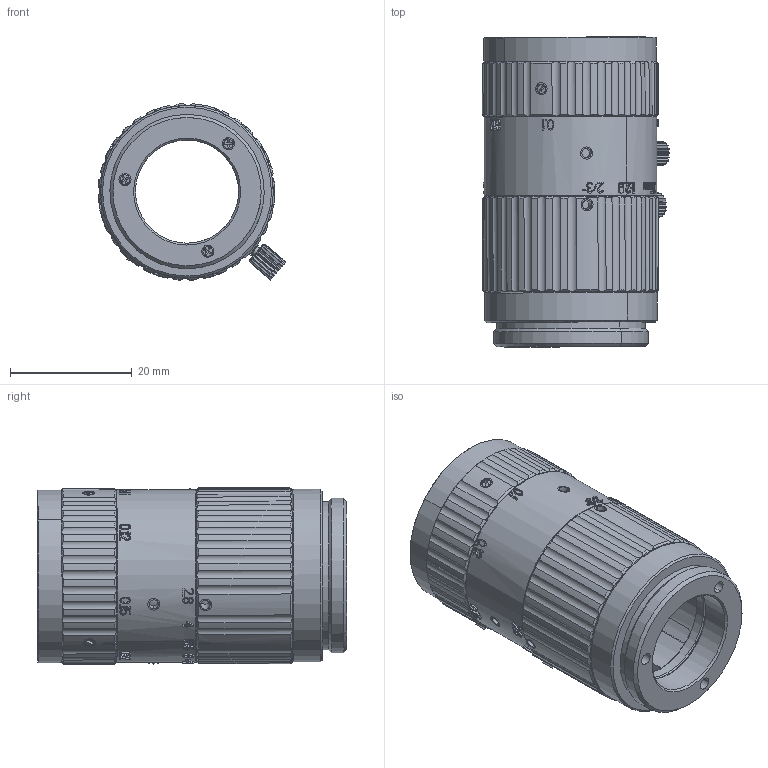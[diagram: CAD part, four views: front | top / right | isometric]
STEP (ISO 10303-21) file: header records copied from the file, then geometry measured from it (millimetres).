
FILE_DESCRIPTION(('FreeCAD Model'),'2;1');
FILE_NAME('Open CASCADE Shape Model','2025-01-21T10:32:47',('Author'),( ''),'Open CASCADE STEP processor 7.8','FreeCAD','Unknown');
FILE_SCHEMA(('AUTOMOTIVE_DESIGN { 1 0 10303 214 1 1 1 1 }'));
Length unit declared in the file: millimetre
Products named in the file (37): VA-LCM-10MP-35MM-F2.8-015; VA-LCM-10MP-35MM-F2.8-016; 505_54_ASM; MANIFOLD_SOLID_BREP_63790; MANIFOLD_SOLID_BREP_63879; _505_061; _505_54; _505_055; _505_056; _505_057; _505_058; _505_059; _505_060; 507_38; SOLID; COMPOUND004; COMPOUND; COMPOUND001; COMPOUND002; COMPOUND003; 506_22; SOLID001; SHELL; 504_17; 508_17; SOLID002; COMPOUND009; COMPOUND005; COMPOUND006; COMPOUND007; COMPOUND008; M14402001_8; 531_8; JD20202002_6; VA-LCM-10MP-35MM-F2.8-017; 200_ASM_44; 200_ASM_045
Assembly tree (41 placements, depth 5):
  VA-LCM-10MP-35MM-F2.8-015
    VA-LCM-10MP-35MM-F2.8-016
      505_54_ASM
        MANIFOLD_SOLID_BREP_63790
        MANIFOLD_SOLID_BREP_63879
        _505_061
          _505_54
          _505_055
          _505_056
          _505_057
          _505_058
          _505_059
          _505_060
      507_38
        SOLID
        COMPOUND004
          COMPOUND
          COMPOUND001
          COMPOUND002
          COMPOUND003
      506_22
        SOLID001
        SHELL
      504_17
      508_17
        SOLID002
        COMPOUND009
          COMPOUND005
          COMPOUND006
          COMPOUND007
          COMPOUND008
      M14402001_8  x3
      531_8  x2
      JD20202002_6  x3
      VA-LCM-10MP-35MM-F2.8-017
        200_ASM_44
        200_ASM_045
Bounding box: 30.91 x 51 x 29.08 mm (x, y, z)
Volume: 13305 mm3; surface area: 17889.5 mm2
Topology: 14 solids, 32 shells, 2068 faces, 5748 edges, 3791 vertices
Faces by surface type: plane 677, bspline 666, cylinder 507, cone 206, torus 12
Entity records: 80912 total; most frequent: CARTESIAN_POINT 36521, ORIENTED_EDGE 10508, DIRECTION 6642, EDGE_CURVE 5290, VERTEX_POINT 3490, AXIS2_PLACEMENT_3D 2281, B_SPLINE_CURVE_WITH_KNOTS 2211, LINE 2080
